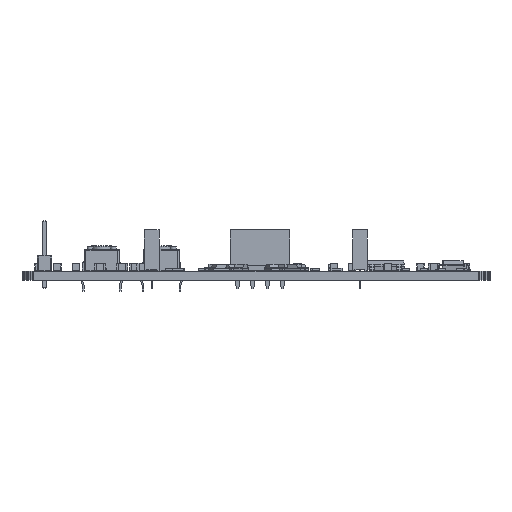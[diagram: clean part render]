
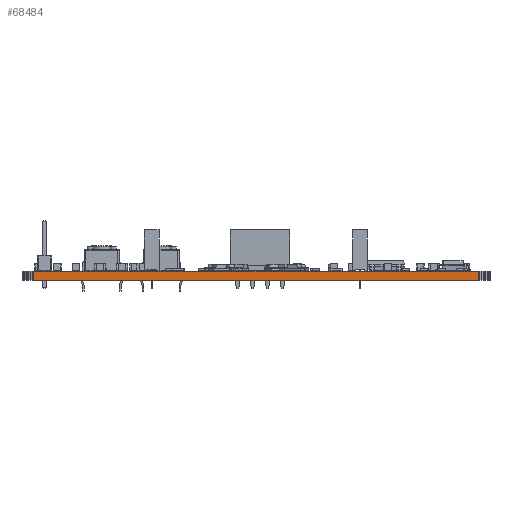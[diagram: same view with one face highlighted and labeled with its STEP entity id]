
A CAD part, front view. The second image highlights one B-rep face of the part: STEP entity #68484.
In plain terms, the highlighted planar face has unit normal (0, -1, 0).
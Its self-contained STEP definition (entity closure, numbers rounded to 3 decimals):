
#60707 = PLANE('',#60708);
#60708 = AXIS2_PLACEMENT_3D('',#60709,#60710,#60711);
#60709 = CARTESIAN_POINT('',(83.,-88.,1.58));
#60710 = DIRECTION('',(-0.,-0.,-1.));
#60711 = DIRECTION('',(-1.,0.,0.));
#60761 = PLANE('',#60762);
#60762 = AXIS2_PLACEMENT_3D('',#60763,#60764,#60765);
#60763 = CARTESIAN_POINT('',(83.,-88.,0.));
#60764 = DIRECTION('',(-0.,-0.,-1.));
#60765 = DIRECTION('',(-1.,0.,0.));
#61458 = VERTEX_POINT('',#61459);
#61459 = CARTESIAN_POINT('',(121.,-148.,0.));
#61473 = PLANE('',#61474);
#61474 = AXIS2_PLACEMENT_3D('',#61475,#61476,#61477);
#61475 = CARTESIAN_POINT('',(121.285,-147.98,0.));
#61476 = DIRECTION('',(0.071,-0.997,0.));
#61477 = DIRECTION('',(-0.997,-0.071,0.));
#61485 = EDGE_CURVE('',#61458,#61486,#61488,.T.);
#61486 = VERTEX_POINT('',#61487);
#61487 = CARTESIAN_POINT('',(45.,-148.,0.));
#61488 = SURFACE_CURVE('',#61489,(#61493,#61500),.PCURVE_S1.);
#61489 = LINE('',#61490,#61491);
#61490 = CARTESIAN_POINT('',(121.,-148.,0.));
#61491 = VECTOR('',#61492,1.);
#61492 = DIRECTION('',(-1.,0.,0.));
#61493 = PCURVE('',#60761,#61494);
#61494 = DEFINITIONAL_REPRESENTATION('',(#61495),#61499);
#61495 = LINE('',#61496,#61497);
#61496 = CARTESIAN_POINT('',(-38.,-60.));
#61497 = VECTOR('',#61498,1.);
#61498 = DIRECTION('',(1.,0.));
#61499 = ( GEOMETRIC_REPRESENTATION_CONTEXT(2) 
PARAMETRIC_REPRESENTATION_CONTEXT() REPRESENTATION_CONTEXT('2D SPACE',''
  ) );
#61500 = PCURVE('',#61501,#61506);
#61501 = PLANE('',#61502);
#61502 = AXIS2_PLACEMENT_3D('',#61503,#61504,#61505);
#61503 = CARTESIAN_POINT('',(121.,-148.,0.));
#61504 = DIRECTION('',(0.,-1.,0.));
#61505 = DIRECTION('',(-1.,0.,0.));
#61506 = DEFINITIONAL_REPRESENTATION('',(#61507),#61511);
#61507 = LINE('',#61508,#61509);
#61508 = CARTESIAN_POINT('',(0.,-0.));
#61509 = VECTOR('',#61510,1.);
#61510 = DIRECTION('',(1.,0.));
#61511 = ( GEOMETRIC_REPRESENTATION_CONTEXT(2) 
PARAMETRIC_REPRESENTATION_CONTEXT() REPRESENTATION_CONTEXT('2D SPACE',''
  ) );
#61529 = PLANE('',#61530);
#61530 = AXIS2_PLACEMENT_3D('',#61531,#61532,#61533);
#61531 = CARTESIAN_POINT('',(45.,-148.,0.));
#61532 = DIRECTION('',(-0.071,-0.997,0.));
#61533 = DIRECTION('',(-0.997,0.071,0.));
#64862 = VERTEX_POINT('',#64863);
#64863 = CARTESIAN_POINT('',(121.,-148.,1.58));
#64884 = EDGE_CURVE('',#64862,#64885,#64887,.T.);
#64885 = VERTEX_POINT('',#64886);
#64886 = CARTESIAN_POINT('',(45.,-148.,1.58));
#64887 = SURFACE_CURVE('',#64888,(#64892,#64899),.PCURVE_S1.);
#64888 = LINE('',#64889,#64890);
#64889 = CARTESIAN_POINT('',(121.,-148.,1.58));
#64890 = VECTOR('',#64891,1.);
#64891 = DIRECTION('',(-1.,0.,0.));
#64892 = PCURVE('',#60707,#64893);
#64893 = DEFINITIONAL_REPRESENTATION('',(#64894),#64898);
#64894 = LINE('',#64895,#64896);
#64895 = CARTESIAN_POINT('',(-38.,-60.));
#64896 = VECTOR('',#64897,1.);
#64897 = DIRECTION('',(1.,0.));
#64898 = ( GEOMETRIC_REPRESENTATION_CONTEXT(2) 
PARAMETRIC_REPRESENTATION_CONTEXT() REPRESENTATION_CONTEXT('2D SPACE',''
  ) );
#64899 = PCURVE('',#61501,#64900);
#64900 = DEFINITIONAL_REPRESENTATION('',(#64901),#64905);
#64901 = LINE('',#64902,#64903);
#64902 = CARTESIAN_POINT('',(0.,-1.58));
#64903 = VECTOR('',#64904,1.);
#64904 = DIRECTION('',(1.,0.));
#64905 = ( GEOMETRIC_REPRESENTATION_CONTEXT(2) 
PARAMETRIC_REPRESENTATION_CONTEXT() REPRESENTATION_CONTEXT('2D SPACE',''
  ) );
#68436 = EDGE_CURVE('',#61458,#64862,#68437,.T.);
#68437 = SURFACE_CURVE('',#68438,(#68442,#68449),.PCURVE_S1.);
#68438 = LINE('',#68439,#68440);
#68439 = CARTESIAN_POINT('',(121.,-148.,0.));
#68440 = VECTOR('',#68441,1.);
#68441 = DIRECTION('',(0.,0.,1.));
#68442 = PCURVE('',#61473,#68443);
#68443 = DEFINITIONAL_REPRESENTATION('',(#68444),#68448);
#68444 = LINE('',#68445,#68446);
#68445 = CARTESIAN_POINT('',(0.285,0.));
#68446 = VECTOR('',#68447,1.);
#68447 = DIRECTION('',(0.,-1.));
#68448 = ( GEOMETRIC_REPRESENTATION_CONTEXT(2) 
PARAMETRIC_REPRESENTATION_CONTEXT() REPRESENTATION_CONTEXT('2D SPACE',''
  ) );
#68449 = PCURVE('',#61501,#68450);
#68450 = DEFINITIONAL_REPRESENTATION('',(#68451),#68455);
#68451 = LINE('',#68452,#68453);
#68452 = CARTESIAN_POINT('',(0.,-0.));
#68453 = VECTOR('',#68454,1.);
#68454 = DIRECTION('',(0.,-1.));
#68455 = ( GEOMETRIC_REPRESENTATION_CONTEXT(2) 
PARAMETRIC_REPRESENTATION_CONTEXT() REPRESENTATION_CONTEXT('2D SPACE',''
  ) );
#68484 = ADVANCED_FACE('',(#68485),#61501,.T.);
#68485 = FACE_BOUND('',#68486,.T.);
#68486 = EDGE_LOOP('',(#68487,#68488,#68489,#68510));
#68487 = ORIENTED_EDGE('',*,*,#68436,.T.);
#68488 = ORIENTED_EDGE('',*,*,#64884,.T.);
#68489 = ORIENTED_EDGE('',*,*,#68490,.F.);
#68490 = EDGE_CURVE('',#61486,#64885,#68491,.T.);
#68491 = SURFACE_CURVE('',#68492,(#68496,#68503),.PCURVE_S1.);
#68492 = LINE('',#68493,#68494);
#68493 = CARTESIAN_POINT('',(45.,-148.,0.));
#68494 = VECTOR('',#68495,1.);
#68495 = DIRECTION('',(0.,0.,1.));
#68496 = PCURVE('',#61501,#68497);
#68497 = DEFINITIONAL_REPRESENTATION('',(#68498),#68502);
#68498 = LINE('',#68499,#68500);
#68499 = CARTESIAN_POINT('',(76.,0.));
#68500 = VECTOR('',#68501,1.);
#68501 = DIRECTION('',(0.,-1.));
#68502 = ( GEOMETRIC_REPRESENTATION_CONTEXT(2) 
PARAMETRIC_REPRESENTATION_CONTEXT() REPRESENTATION_CONTEXT('2D SPACE',''
  ) );
#68503 = PCURVE('',#61529,#68504);
#68504 = DEFINITIONAL_REPRESENTATION('',(#68505),#68509);
#68505 = LINE('',#68506,#68507);
#68506 = CARTESIAN_POINT('',(0.,0.));
#68507 = VECTOR('',#68508,1.);
#68508 = DIRECTION('',(0.,-1.));
#68509 = ( GEOMETRIC_REPRESENTATION_CONTEXT(2) 
PARAMETRIC_REPRESENTATION_CONTEXT() REPRESENTATION_CONTEXT('2D SPACE',''
  ) );
#68510 = ORIENTED_EDGE('',*,*,#61485,.F.);
